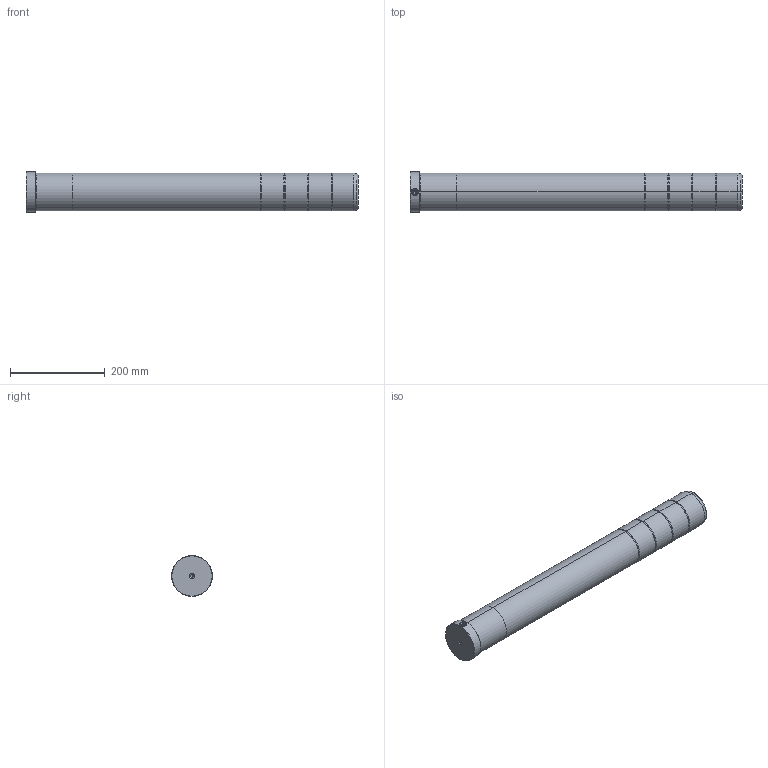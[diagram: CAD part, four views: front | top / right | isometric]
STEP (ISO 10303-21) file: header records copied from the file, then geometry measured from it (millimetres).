
FILE_DESCRIPTION (( 'STEP AP214' ), '1' );
FILE_NAME ('GPA-d80-L700.step', '2021-11-02T06:17:13', ( 'User' ), ( 'china' ), 'SwSTEP 2.0', 'SolidWorks 2016', '' );
FILE_SCHEMA (( 'AUTOMOTIVE_DESIGN' ));
Length unit declared in the file: millimetre
Products named in the file (1): GPA-d80-L700
Bounding box: 700 x 86 x 86 mm (x, y, z)
Volume: 3528499.5 mm3; surface area: 187779.1 mm2
Topology: 1 solids, 1 shells, 86 faces, 192 edges, 110 vertices
Faces by surface type: cylinder 33, torus 22, cone 18, plane 13
Entity records: 2705 total; most frequent: CARTESIAN_POINT 778, DIRECTION 428, ORIENTED_EDGE 376, EDGE_CURVE 188, AXIS2_PLACEMENT_3D 181, VERTEX_POINT 110, CIRCLE 94, EDGE_LOOP 92
